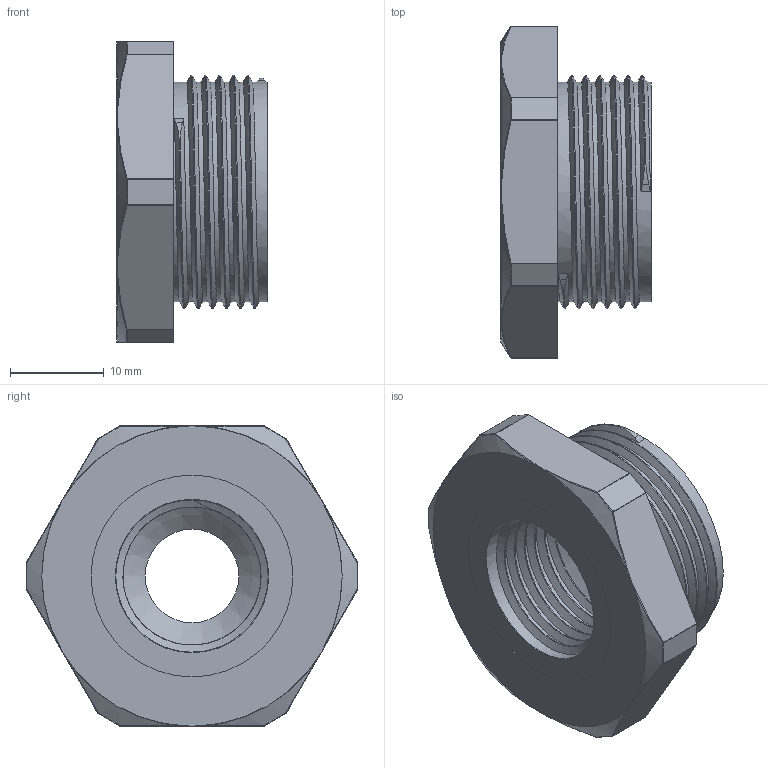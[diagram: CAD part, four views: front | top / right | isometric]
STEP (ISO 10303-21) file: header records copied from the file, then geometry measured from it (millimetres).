
FILE_DESCRIPTION(/* description */ ('Reduzierung sechskant M/M 25x1,5/16x1,5'),/* implementation_level */ '2;1');
FILE_NAME(/* name */ '11082516-RST.stp',/* time_stamp */ '2020-04-27T11:25:47+02:00',/* author */ ('sl'),/* organization */ (''),/* preprocessor_version */ 'ST-DEVELOPER v16.5',/* originating_system */ 'Autodesk Inventor 2017',/* authorisation */ '');
FILE_SCHEMA (('AUTOMOTIVE_DESIGN { 1 0 10303 214 3 1 1 }'));
Length unit declared in the file: millimetre
Products named in the file (1): 11082516
Bounding box: 16.05 x 35.36 x 32 mm (x, y, z)
Volume: 6924.7 mm3; surface area: 4279 mm2
Topology: 1 solids, 1 shells, 107 faces, 261 edges, 147 vertices
Faces by surface type: cylinder 34, bspline 34, plane 19, sphere 12, cone 7, torus 1
Full cylindrical faces by diameter (mm): 9.96 x1, 16.242 x5, 16.342 x1, 17.84 x1, 21.5 x1, 23.378 x6, 32 x1
Entity records: 5464 total; most frequent: CARTESIAN_POINT 3518, ORIENTED_EDGE 408, DIRECTION 356, EDGE_CURVE 204, AXIS2_PLACEMENT_3D 156, VERTEX_POINT 122, EDGE_LOOP 112, FACE_OUTER_BOUND 97
